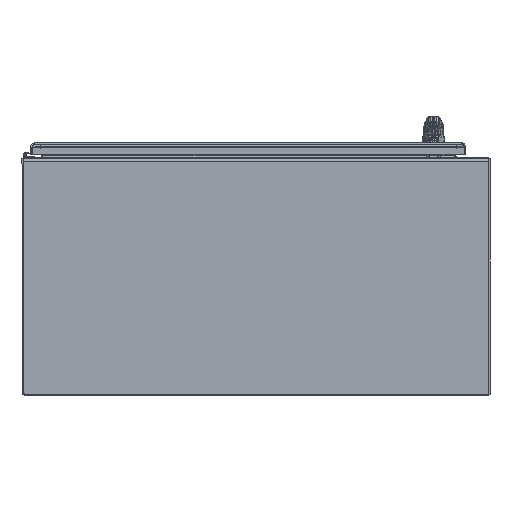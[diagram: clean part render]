
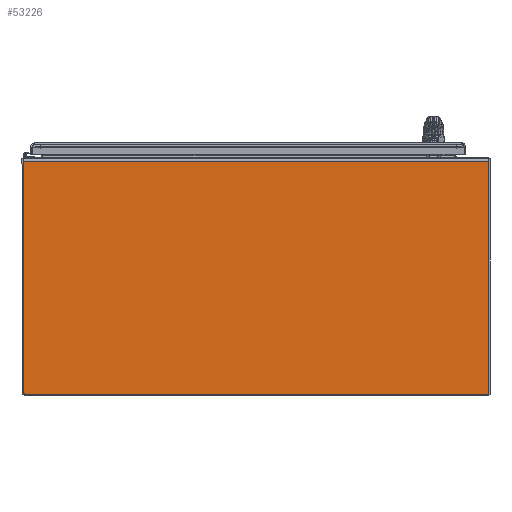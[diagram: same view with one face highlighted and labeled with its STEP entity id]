
A CAD part, front view. The second image highlights one B-rep face of the part: STEP entity #53226.
In plain terms, the highlighted face is planar.
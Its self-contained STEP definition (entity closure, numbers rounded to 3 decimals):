
#2974=PLANE('',#56708);
#4501=FACE_OUTER_BOUND('',#7853,.T.);
#7853=EDGE_LOOP('',(#36323,#36324,#36325,#36326));
#14686=LINE('',#79808,#18938);
#14691=LINE('',#79822,#18943);
#14693=LINE('',#79827,#18945);
#14695=LINE('',#79831,#18947);
#18938=VECTOR('',#63252,19.667);
#18943=VECTOR('',#63263,19.667);
#18945=VECTOR('',#63271,39.292);
#18947=VECTOR('',#63277,39.292);
#23140=VERTEX_POINT('',#79805);
#23141=VERTEX_POINT('',#79807);
#23146=VERTEX_POINT('',#79819);
#23147=VERTEX_POINT('',#79821);
#28214=EDGE_CURVE('',#23140,#23141,#14686,.T.);
#28221=EDGE_CURVE('',#23146,#23147,#14691,.T.);
#28224=EDGE_CURVE('',#23140,#23147,#14693,.T.);
#28226=EDGE_CURVE('',#23141,#23146,#14695,.T.);
#36323=ORIENTED_EDGE('',*,*,#28224,.T.);
#36324=ORIENTED_EDGE('',*,*,#28221,.F.);
#36325=ORIENTED_EDGE('',*,*,#28226,.F.);
#36326=ORIENTED_EDGE('',*,*,#28214,.F.);
#53226=ADVANCED_FACE('',(#4501),#2974,.F.);
#56708=AXIS2_PLACEMENT_3D('',#79832,#63278,#63279);
#63252=DIRECTION('',(0.,-1.,0.));
#63263=DIRECTION('',(0.,1.,0.));
#63271=DIRECTION('',(1.,0.,0.));
#63277=DIRECTION('',(1.,0.,0.));
#63278=DIRECTION('center_axis',(0.,0.,1.));
#63279=DIRECTION('ref_axis',(1.,0.,0.));
#79805=CARTESIAN_POINT('',(0.,19.667,0.));
#79807=CARTESIAN_POINT('',(0.,0.,0.));
#79808=CARTESIAN_POINT('',(0.,19.917,0.));
#79819=CARTESIAN_POINT('',(39.292,0.,0.));
#79821=CARTESIAN_POINT('',(39.292,19.667,0.));
#79822=CARTESIAN_POINT('',(39.292,0.,0.));
#79827=CARTESIAN_POINT('',(9.823,19.667,0.));
#79831=CARTESIAN_POINT('',(0.,0.,0.));
#79832=CARTESIAN_POINT('Origin',(19.646,9.959,0.));
